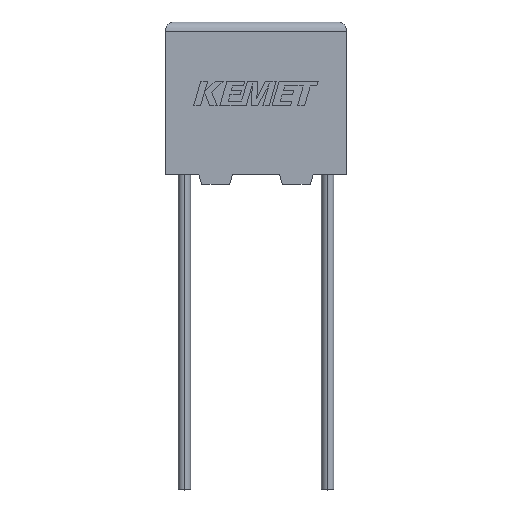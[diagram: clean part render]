
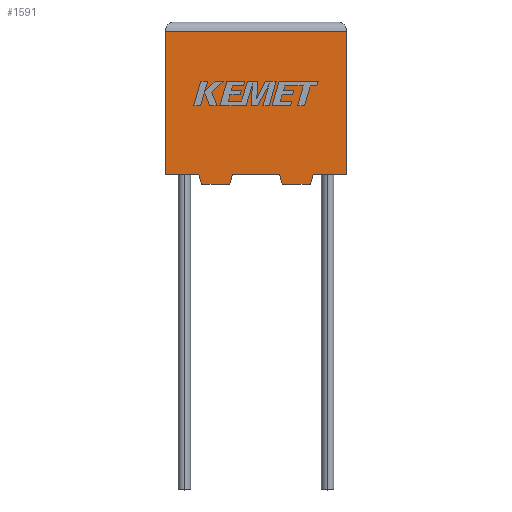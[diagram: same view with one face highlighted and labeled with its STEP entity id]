
A CAD part, top view. The second image highlights one B-rep face of the part: STEP entity #1591.
In plain terms, the highlighted planar face has unit normal (0, 0, 1).
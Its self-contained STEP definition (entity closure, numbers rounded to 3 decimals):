
#19 = ORIENTED_EDGE ( 'NONE', *, *, #27, .T. ) ;
#21 = VERTEX_POINT ( 'NONE', #2139 ) ;
#27 = EDGE_CURVE ( 'NONE', #422, #3119, #825, .T. ) ;
#120 = LINE ( 'NONE', #3249, #282 ) ;
#123 = VERTEX_POINT ( 'NONE', #2696 ) ;
#163 = CARTESIAN_POINT ( 'NONE',  ( 9.5, 0., 3.5 ) ) ;
#187 = CARTESIAN_POINT ( 'NONE',  ( 1.91, -0.5, 3.5 ) ) ;
#198 = DIRECTION ( 'NONE',  ( 0., 0., -1. ) ) ;
#264 = CARTESIAN_POINT ( 'NONE',  ( 1.76, 0., 3.5 ) ) ;
#282 = VECTOR ( 'NONE', #3217, 1000. ) ;
#353 = CARTESIAN_POINT ( 'NONE',  ( 0., 0., 3.5 ) ) ;
#367 = EDGE_CURVE ( 'NONE', #2495, #534, #2184, .T. ) ;
#422 = VERTEX_POINT ( 'NONE', #2353 ) ;
#466 = DIRECTION ( 'NONE',  ( 1., 0., 0. ) ) ;
#467 = VECTOR ( 'NONE', #2835, 1000. ) ;
#513 = DIRECTION ( 'NONE',  ( -1., 0., 0. ) ) ;
#518 = VECTOR ( 'NONE', #2106, 1000. ) ;
#534 = VERTEX_POINT ( 'NONE', #2892 ) ;
#542 = CARTESIAN_POINT ( 'NONE',  ( 7.74, 0., 3.5 ) ) ;
#560 = VECTOR ( 'NONE', #966, 1000. ) ;
#575 = VERTEX_POINT ( 'NONE', #2928 ) ;
#648 = VECTOR ( 'NONE', #2272, 1000. ) ;
#670 = DIRECTION ( 'NONE',  ( 0., -1., 0. ) ) ;
#682 = ORIENTED_EDGE ( 'NONE', *, *, #2404, .T. ) ;
#767 = CARTESIAN_POINT ( 'NONE',  ( 9.5, 0., 3.5 ) ) ;
#775 = LINE ( 'NONE', #353, #467 ) ;
#810 = VERTEX_POINT ( 'NONE', #1314 ) ;
#825 = LINE ( 'NONE', #2902, #2470 ) ;
#844 = FACE_OUTER_BOUND ( 'NONE', #1430, .T. ) ;
#879 = VECTOR ( 'NONE', #3197, 1000. ) ;
#910 = VERTEX_POINT ( 'NONE', #1400 ) ;
#920 = CARTESIAN_POINT ( 'NONE',  ( 0., 0., 3.5 ) ) ;
#926 = ORIENTED_EDGE ( 'NONE', *, *, #3132, .T. ) ;
#958 = ORIENTED_EDGE ( 'NONE', *, *, #2851, .T. ) ;
#966 = DIRECTION ( 'NONE',  ( 0.287, 0.958, 0. ) ) ;
#1072 = ORIENTED_EDGE ( 'NONE', *, *, #367, .F. ) ;
#1174 = DIRECTION ( 'NONE',  ( -1., 0., 0. ) ) ;
#1242 = ORIENTED_EDGE ( 'NONE', *, *, #3076, .F. ) ;
#1314 = CARTESIAN_POINT ( 'NONE',  ( 1.76, 0., 3.5 ) ) ;
#1350 = EDGE_CURVE ( 'NONE', #2495, #3066, #775, .T. ) ;
#1369 = LINE ( 'NONE', #2977, #2273 ) ;
#1400 = CARTESIAN_POINT ( 'NONE',  ( 5.986, 0., 3.5 ) ) ;
#1403 = CARTESIAN_POINT ( 'NONE',  ( 0., 0., 3.5 ) ) ;
#1413 = VECTOR ( 'NONE', #3156, 1000. ) ;
#1430 = EDGE_LOOP ( 'NONE', ( #3213, #958, #19, #1835, #682, #926, #3037, #2573, #2227, #1242, #1072, #1910 ) ) ;
#1448 = AXIS2_PLACEMENT_3D ( 'NONE', #920, #198, #1174 ) ;
#1485 = CARTESIAN_POINT ( 'NONE',  ( 9.5, 7.5, 3.5 ) ) ;
#1586 = EDGE_CURVE ( 'NONE', #3066, #1836, #3188, .T. ) ;
#1591 = ADVANCED_FACE ( 'NONE', ( #844 ), #1920, .F. ) ;
#1786 = VECTOR ( 'NONE', #3244, 1000. ) ;
#1835 = ORIENTED_EDGE ( 'NONE', *, *, #2704, .T. ) ;
#1836 = VERTEX_POINT ( 'NONE', #1485 ) ;
#1889 = LINE ( 'NONE', #2484, #518 ) ;
#1910 = ORIENTED_EDGE ( 'NONE', *, *, #1350, .T. ) ;
#1920 = PLANE ( 'NONE',  #1448 ) ;
#1929 = LINE ( 'NONE', #1403, #1413 ) ;
#1968 = EDGE_CURVE ( 'NONE', #21, #910, #2904, .T. ) ;
#1971 = VECTOR ( 'NONE', #513, 1000. ) ;
#2106 = DIRECTION ( 'NONE',  ( -1., 0., 0. ) ) ;
#2139 = CARTESIAN_POINT ( 'NONE',  ( 3.514, 0., 3.5 ) ) ;
#2184 = LINE ( 'NONE', #542, #2709 ) ;
#2227 = ORIENTED_EDGE ( 'NONE', *, *, #2615, .F. ) ;
#2260 = CARTESIAN_POINT ( 'NONE',  ( 0., 0., 3.5 ) ) ;
#2272 = DIRECTION ( 'NONE',  ( 1., 0., 0. ) ) ;
#2273 = VECTOR ( 'NONE', #466, 1000. ) ;
#2292 = DIRECTION ( 'NONE',  ( -0.287, -0.958, 0. ) ) ;
#2353 = CARTESIAN_POINT ( 'NONE',  ( 0., 7.5, 3.5 ) ) ;
#2404 = EDGE_CURVE ( 'NONE', #810, #2917, #2478, .T. ) ;
#2426 = CARTESIAN_POINT ( 'NONE',  ( 3.364, -0.5, 3.5 ) ) ;
#2470 = VECTOR ( 'NONE', #670, 1000. ) ;
#2478 = LINE ( 'NONE', #264, #1786 ) ;
#2484 = CARTESIAN_POINT ( 'NONE',  ( 7.59, -0.5, 3.5 ) ) ;
#2487 = CARTESIAN_POINT ( 'NONE',  ( 0., 7.5, 3.5 ) ) ;
#2495 = VERTEX_POINT ( 'NONE', #2621 ) ;
#2561 = LINE ( 'NONE', #2426, #560 ) ;
#2573 = ORIENTED_EDGE ( 'NONE', *, *, #1968, .T. ) ;
#2615 = EDGE_CURVE ( 'NONE', #575, #910, #120, .T. ) ;
#2621 = CARTESIAN_POINT ( 'NONE',  ( 7.74, 0., 3.5 ) ) ;
#2632 = LINE ( 'NONE', #2487, #1971 ) ;
#2696 = CARTESIAN_POINT ( 'NONE',  ( 3.364, -0.5, 3.5 ) ) ;
#2704 = EDGE_CURVE ( 'NONE', #3119, #810, #1929, .T. ) ;
#2709 = VECTOR ( 'NONE', #2292, 1000. ) ;
#2835 = DIRECTION ( 'NONE',  ( 1., 0., 0. ) ) ;
#2851 = EDGE_CURVE ( 'NONE', #1836, #422, #2632, .T. ) ;
#2886 = CARTESIAN_POINT ( 'NONE',  ( 0., 0., 3.5 ) ) ;
#2892 = CARTESIAN_POINT ( 'NONE',  ( 7.59, -0.5, 3.5 ) ) ;
#2902 = CARTESIAN_POINT ( 'NONE',  ( 0., 0., 3.5 ) ) ;
#2904 = LINE ( 'NONE', #2260, #648 ) ;
#2917 = VERTEX_POINT ( 'NONE', #187 ) ;
#2928 = CARTESIAN_POINT ( 'NONE',  ( 6.136, -0.5, 3.5 ) ) ;
#2977 = CARTESIAN_POINT ( 'NONE',  ( 1.91, -0.5, 3.5 ) ) ;
#2989 = EDGE_CURVE ( 'NONE', #123, #21, #2561, .T. ) ;
#3037 = ORIENTED_EDGE ( 'NONE', *, *, #2989, .T. ) ;
#3066 = VERTEX_POINT ( 'NONE', #767 ) ;
#3076 = EDGE_CURVE ( 'NONE', #534, #575, #1889, .T. ) ;
#3119 = VERTEX_POINT ( 'NONE', #2886 ) ;
#3132 = EDGE_CURVE ( 'NONE', #2917, #123, #1369, .T. ) ;
#3156 = DIRECTION ( 'NONE',  ( 1., 0., 0. ) ) ;
#3188 = LINE ( 'NONE', #163, #879 ) ;
#3197 = DIRECTION ( 'NONE',  ( 0., 1., 0. ) ) ;
#3213 = ORIENTED_EDGE ( 'NONE', *, *, #1586, .T. ) ;
#3217 = DIRECTION ( 'NONE',  ( -0.287, 0.958, 0. ) ) ;
#3244 = DIRECTION ( 'NONE',  ( 0.287, -0.958, 0. ) ) ;
#3249 = CARTESIAN_POINT ( 'NONE',  ( 6.136, -0.5, 3.5 ) ) ;
